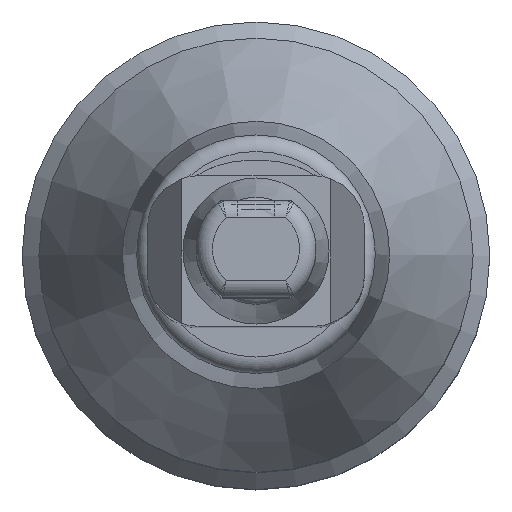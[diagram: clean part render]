
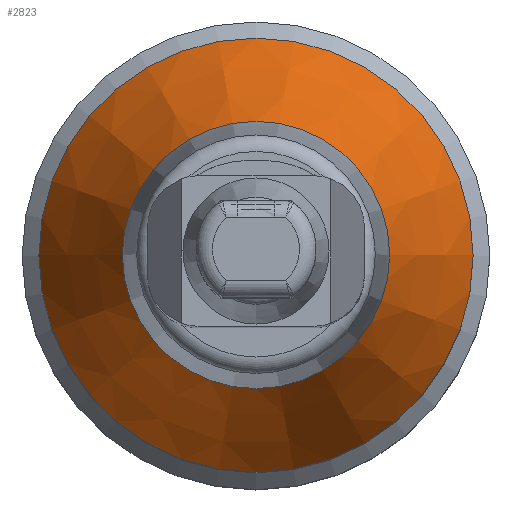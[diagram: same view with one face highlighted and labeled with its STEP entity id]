
A CAD part, top view. The second image highlights one B-rep face of the part: STEP entity #2823.
In plain terms, the highlighted conical face has half-angle 26.565 degrees and reference radius 6.5 mm.
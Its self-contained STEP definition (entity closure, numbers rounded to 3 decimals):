
#161=CONICAL_SURFACE('',#3149,6.5,0.464);
#307=FACE_OUTER_BOUND('',#469,.T.);
#469=EDGE_LOOP('',(#1954,#1955,#1956,#1957,#1958,#1959));
#706=CIRCLE('',#3145,6.5);
#709=CIRCLE('',#3148,6.5);
#710=CIRCLE('',#3150,4.);
#711=CIRCLE('',#3151,4.);
#871=LINE('',#4331,#1056);
#1056=VECTOR('',#3493,6.5);
#1247=VERTEX_POINT('',#4320);
#1248=VERTEX_POINT('',#4321);
#1251=VERTEX_POINT('',#4330);
#1252=VERTEX_POINT('',#4332);
#1530=EDGE_CURVE('',#1247,#1248,#706,.T.);
#1534=EDGE_CURVE('',#1248,#1247,#709,.T.);
#1535=EDGE_CURVE('',#1247,#1251,#871,.T.);
#1536=EDGE_CURVE('',#1251,#1252,#710,.T.);
#1537=EDGE_CURVE('',#1252,#1251,#711,.T.);
#1954=ORIENTED_EDGE('',*,*,#1530,.F.);
#1955=ORIENTED_EDGE('',*,*,#1535,.T.);
#1956=ORIENTED_EDGE('',*,*,#1536,.T.);
#1957=ORIENTED_EDGE('',*,*,#1537,.T.);
#1958=ORIENTED_EDGE('',*,*,#1535,.F.);
#1959=ORIENTED_EDGE('',*,*,#1534,.F.);
#2823=ADVANCED_FACE('',(#307),#161,.T.);
#3145=AXIS2_PLACEMENT_3D('',#4322,#3482,#3483);
#3148=AXIS2_PLACEMENT_3D('',#4328,#3489,#3490);
#3149=AXIS2_PLACEMENT_3D('',#4329,#3491,#3492);
#3150=AXIS2_PLACEMENT_3D('',#4333,#3494,#3495);
#3151=AXIS2_PLACEMENT_3D('',#4334,#3496,#3497);
#3482=DIRECTION('center_axis',(0.,0.,1.));
#3483=DIRECTION('ref_axis',(-1.,0.,0.));
#3489=DIRECTION('center_axis',(0.,0.,1.));
#3490=DIRECTION('ref_axis',(-1.,0.,0.));
#3491=DIRECTION('center_axis',(0.,0.,1.));
#3492=DIRECTION('ref_axis',(1.,0.,0.));
#3493=DIRECTION('',(0.447,0.,-0.894));
#3494=DIRECTION('center_axis',(0.,0.,1.));
#3495=DIRECTION('ref_axis',(1.,0.,0.));
#3496=DIRECTION('center_axis',(0.,0.,1.));
#3497=DIRECTION('ref_axis',(1.,0.,0.));
#4320=CARTESIAN_POINT('',(-6.5,0.,14.003));
#4321=CARTESIAN_POINT('',(6.5,0.,14.003));
#4322=CARTESIAN_POINT('Origin',(0.,0.,14.003));
#4328=CARTESIAN_POINT('Origin',(0.,0.,14.003));
#4329=CARTESIAN_POINT('Origin',(0.,0.,14.003));
#4330=CARTESIAN_POINT('',(-4.,0.,9.003));
#4331=CARTESIAN_POINT('',(-6.5,0.,14.003));
#4332=CARTESIAN_POINT('',(4.,0.,9.003));
#4333=CARTESIAN_POINT('Origin',(0.,0.,9.003));
#4334=CARTESIAN_POINT('Origin',(0.,0.,9.003));
